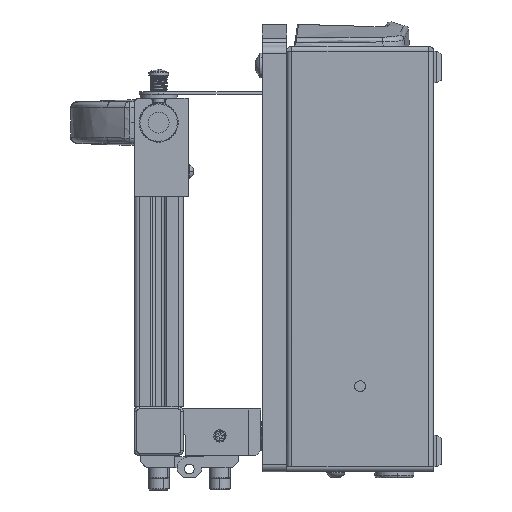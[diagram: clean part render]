
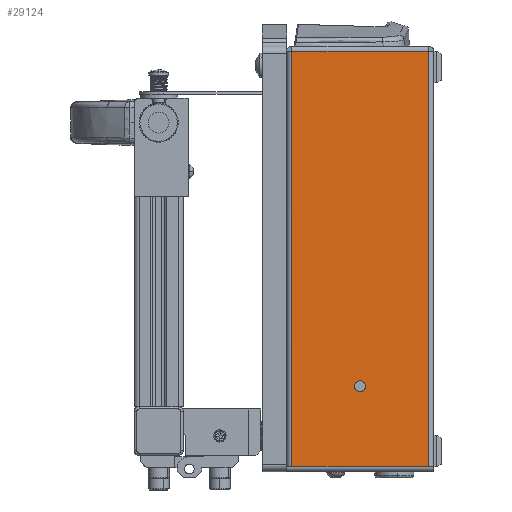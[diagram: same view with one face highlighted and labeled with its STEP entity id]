
A CAD part, left-side view. The second image highlights one B-rep face of the part: STEP entity #29124.
In plain terms, the highlighted face is planar.
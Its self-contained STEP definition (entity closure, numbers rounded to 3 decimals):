
#771 = VECTOR ( 'NONE', #33065, 1000. ) ;
#1883 = CARTESIAN_POINT ( 'NONE',  ( 2.1, 0., 27.9 ) ) ;
#2127 = EDGE_LOOP ( 'NONE', ( #56616, #64262, #74292, #8158 ) ) ;
#2261 = DIRECTION ( 'NONE',  ( 0., 0., 1. ) ) ;
#4994 = CARTESIAN_POINT ( 'NONE',  ( 171.9, 0., 27.9 ) ) ;
#5367 = CARTESIAN_POINT ( 'NONE',  ( 2.1, 0., -27.9 ) ) ;
#6069 = DIRECTION ( 'NONE',  ( 0., 0., -1. ) ) ;
#8158 = ORIENTED_EDGE ( 'NONE', *, *, #53431, .T. ) ;
#10433 = EDGE_CURVE ( 'NONE', #27287, #48599, #50355, .T. ) ;
#10446 = VERTEX_POINT ( 'NONE', #22505 ) ;
#11494 = PLANE ( 'NONE',  #26507 ) ;
#13146 = CARTESIAN_POINT ( 'NONE',  ( 139., 0., 0. ) ) ;
#13265 = CIRCLE ( 'NONE', #51641, 2.25 ) ;
#13671 = DIRECTION ( 'NONE',  ( 0., 1., 0. ) ) ;
#15744 = EDGE_CURVE ( 'NONE', #37761, #50778, #16277, .T. ) ;
#15854 = ORIENTED_EDGE ( 'NONE', *, *, #49610, .F. ) ;
#16277 = LINE ( 'NONE', #5367, #54391 ) ;
#17792 = DIRECTION ( 'NONE',  ( 1., 0., 0. ) ) ;
#21171 = VERTEX_POINT ( 'NONE', #56177 ) ;
#21610 = VECTOR ( 'NONE', #63243, 1000. ) ;
#22505 = CARTESIAN_POINT ( 'NONE',  ( 139., 0., 2.25 ) ) ;
#26507 = AXIS2_PLACEMENT_3D ( 'NONE', #29937, #65985, #6069 ) ;
#26863 = CARTESIAN_POINT ( 'NONE',  ( 171.9, 0., 30. ) ) ;
#27287 = VERTEX_POINT ( 'NONE', #1883 ) ;
#27782 = CARTESIAN_POINT ( 'NONE',  ( 139., 0., 0. ) ) ;
#29124 = ADVANCED_FACE ( 'NONE', ( #61274, #44580 ), #11494, .F. ) ;
#29937 = CARTESIAN_POINT ( 'NONE',  ( 0., 0., 30. ) ) ;
#30586 = EDGE_CURVE ( 'NONE', #27287, #37761, #32323, .T. ) ;
#31467 = LINE ( 'NONE', #26863, #771 ) ;
#32323 = LINE ( 'NONE', #45062, #65728 ) ;
#33065 = DIRECTION ( 'NONE',  ( 0., 0., -1. ) ) ;
#36522 = EDGE_LOOP ( 'NONE', ( #55392, #15854 ) ) ;
#37761 = VERTEX_POINT ( 'NONE', #56899 ) ;
#39439 = DIRECTION ( 'NONE',  ( 0., 0., 1. ) ) ;
#44289 = EDGE_CURVE ( 'NONE', #10446, #21171, #63491, .T. ) ;
#44580 = FACE_OUTER_BOUND ( 'NONE', #2127, .T. ) ;
#45062 = CARTESIAN_POINT ( 'NONE',  ( 2.1, 0., 30. ) ) ;
#48599 = VERTEX_POINT ( 'NONE', #4994 ) ;
#49610 = EDGE_CURVE ( 'NONE', #21171, #10446, #13265, .T. ) ;
#50355 = LINE ( 'NONE', #64003, #21610 ) ;
#50778 = VERTEX_POINT ( 'NONE', #61019 ) ;
#51031 = DIRECTION ( 'NONE',  ( 0., 0., -1. ) ) ;
#51641 = AXIS2_PLACEMENT_3D ( 'NONE', #27782, #68741, #39439 ) ;
#53431 = EDGE_CURVE ( 'NONE', #48599, #50778, #31467, .T. ) ;
#54391 = VECTOR ( 'NONE', #17792, 1000. ) ;
#55392 = ORIENTED_EDGE ( 'NONE', *, *, #44289, .F. ) ;
#56177 = CARTESIAN_POINT ( 'NONE',  ( 139., 0., -2.25 ) ) ;
#56616 = ORIENTED_EDGE ( 'NONE', *, *, #15744, .F. ) ;
#56899 = CARTESIAN_POINT ( 'NONE',  ( 2.1, 0., -27.9 ) ) ;
#61019 = CARTESIAN_POINT ( 'NONE',  ( 171.9, 0., -27.9 ) ) ;
#61274 = FACE_BOUND ( 'NONE', #36522, .T. ) ;
#63243 = DIRECTION ( 'NONE',  ( 1., 0., 0. ) ) ;
#63491 = CIRCLE ( 'NONE', #70270, 2.25 ) ;
#64003 = CARTESIAN_POINT ( 'NONE',  ( 2.1, 0., 27.9 ) ) ;
#64262 = ORIENTED_EDGE ( 'NONE', *, *, #30586, .F. ) ;
#65728 = VECTOR ( 'NONE', #51031, 1000. ) ;
#65985 = DIRECTION ( 'NONE',  ( 0., -1., 0. ) ) ;
#68741 = DIRECTION ( 'NONE',  ( 0., 1., 0. ) ) ;
#70270 = AXIS2_PLACEMENT_3D ( 'NONE', #13146, #13671, #2261 ) ;
#74292 = ORIENTED_EDGE ( 'NONE', *, *, #10433, .T. ) ;
